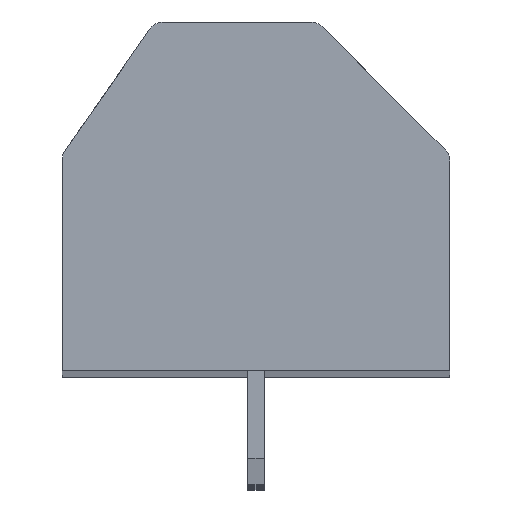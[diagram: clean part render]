
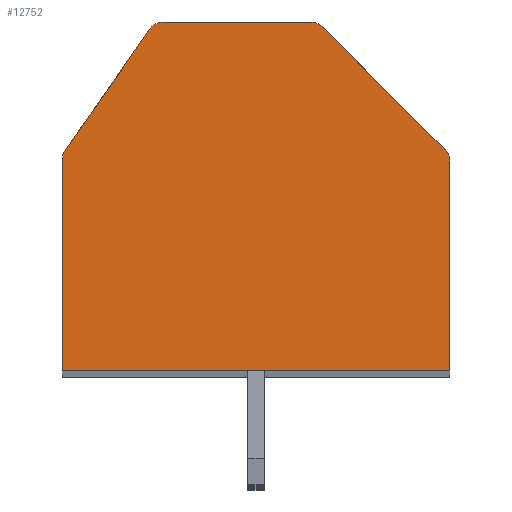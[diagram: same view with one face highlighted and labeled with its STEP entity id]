
A CAD part, top view. The second image highlights one B-rep face of the part: STEP entity #12752.
In plain terms, the highlighted planar face has unit normal (0, 0, 1).
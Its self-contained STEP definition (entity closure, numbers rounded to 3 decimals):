
#4057=CARTESIAN_POINT('',(1.693,4.899,3.));
#4058=DIRECTION('',(0.,0.,1.));
#4059=DIRECTION('',(0.707,0.707,0.));
#4060=AXIS2_PLACEMENT_3D('',#4057,#4058,#4059);
#4062=DIRECTION('',(-0.707,0.707,0.));
#4063=VECTOR('',#4062,5.383);
#4064=CARTESIAN_POINT('',(5.854,1.446,3.));
#4065=LINE('',#4064,#4063);
#4066=CARTESIAN_POINT('',(5.5,1.093,3.));
#4067=DIRECTION('',(0.,0.,1.));
#4068=DIRECTION('',(1.,0.,0.));
#4069=AXIS2_PLACEMENT_3D('',#4066,#4067,#4068);
#4071=DIRECTION('',(0.,1.,0.));
#4072=VECTOR('',#4071,6.493);
#4073=CARTESIAN_POINT('',(6.,-5.4,3.));
#4074=LINE('',#4073,#4072);
#4075=DIRECTION('',(1.,0.,0.));
#4076=VECTOR('',#4075,12.);
#4077=CARTESIAN_POINT('',(-6.,-5.4,3.));
#4078=LINE('',#4077,#4076);
#4079=DIRECTION('',(0.,-1.,0.));
#4080=VECTOR('',#4079,6.542);
#4081=CARTESIAN_POINT('',(-6.,1.142,3.));
#4082=LINE('',#4081,#4080);
#4083=CARTESIAN_POINT('',(-5.5,1.142,3.));
#4084=DIRECTION('',(0.,0.,1.));
#4085=DIRECTION('',(-0.819,0.574,0.));
#4086=AXIS2_PLACEMENT_3D('',#4083,#4084,#4085);
#4088=DIRECTION('',(-0.574,-0.819,0.));
#4089=VECTOR('',#4088,4.587);
#4090=CARTESIAN_POINT('',(-3.279,5.186,3.));
#4091=LINE('',#4090,#4089);
#4092=CARTESIAN_POINT('',(-2.869,4.899,3.));
#4093=DIRECTION('',(0.,0.,1.));
#4094=DIRECTION('',(0.,1.,0.));
#4095=AXIS2_PLACEMENT_3D('',#4092,#4093,#4094);
#4097=DIRECTION('',(-1.,0.,0.));
#4098=VECTOR('',#4097,4.563);
#4099=CARTESIAN_POINT('',(1.693,5.399,3.));
#4100=LINE('',#4099,#4098);
#5337=CARTESIAN_POINT('',(-6.,-5.4,3.));
#5338=CARTESIAN_POINT('',(6.,-5.4,3.));
#5339=VERTEX_POINT('',#5337);
#5340=VERTEX_POINT('',#5338);
#5649=CARTESIAN_POINT('',(2.047,5.253,3.));
#5650=VERTEX_POINT('',#5649);
#5651=CARTESIAN_POINT('',(1.693,5.399,3.));
#5652=VERTEX_POINT('',#5651);
#5657=CARTESIAN_POINT('',(6.,1.093,3.));
#5658=VERTEX_POINT('',#5657);
#5659=CARTESIAN_POINT('',(5.854,1.446,3.));
#5660=VERTEX_POINT('',#5659);
#5665=CARTESIAN_POINT('',(-2.869,5.399,3.));
#5666=VERTEX_POINT('',#5665);
#5667=CARTESIAN_POINT('',(-3.279,5.186,3.));
#5668=VERTEX_POINT('',#5667);
#5673=CARTESIAN_POINT('',(-5.91,1.429,3.));
#5674=VERTEX_POINT('',#5673);
#5675=CARTESIAN_POINT('',(-6.,1.142,3.));
#5676=VERTEX_POINT('',#5675);
#12735=CARTESIAN_POINT('',(0.,0.,3.));
#12736=DIRECTION('',(0.,0.,1.));
#12737=DIRECTION('',(1.,0.,0.));
#12738=AXIS2_PLACEMENT_3D('',#12735,#12736,#12737);
#12739=PLANE('',#12738);
#12740=ORIENTED_EDGE('',*,*,#7081,.F.);
#12741=ORIENTED_EDGE('',*,*,#7097,.F.);
#12742=ORIENTED_EDGE('',*,*,#9948,.F.);
#12743=ORIENTED_EDGE('',*,*,#9963,.F.);
#12744=ORIENTED_EDGE('',*,*,#9976,.F.);
#12745=ORIENTED_EDGE('',*,*,#10209,.F.);
#12746=ORIENTED_EDGE('',*,*,#10224,.F.);
#12747=ORIENTED_EDGE('',*,*,#10237,.F.);
#12748=ORIENTED_EDGE('',*,*,#12716,.F.);
#12749=ORIENTED_EDGE('',*,*,#12728,.F.);
#12750=EDGE_LOOP('',(#12740,#12741,#12742,#12743,#12744,#12745,#12746,#12747,
#12748,#12749));
#12751=FACE_OUTER_BOUND('',#12750,.F.);
#4061=CIRCLE('',#4060,0.5);
#4070=CIRCLE('',#4069,0.5);
#4087=CIRCLE('',#4086,0.5);
#4096=CIRCLE('',#4095,0.5);
#7081=EDGE_CURVE('',#5650,#5652,#4061,.T.);
#7097=EDGE_CURVE('',#5660,#5650,#4065,.T.);
#9948=EDGE_CURVE('',#5658,#5660,#4070,.T.);
#9963=EDGE_CURVE('',#5340,#5658,#4074,.T.);
#9976=EDGE_CURVE('',#5339,#5340,#4078,.T.);
#10209=EDGE_CURVE('',#5676,#5339,#4082,.T.);
#10224=EDGE_CURVE('',#5674,#5676,#4087,.T.);
#10237=EDGE_CURVE('',#5668,#5674,#4091,.T.);
#12716=EDGE_CURVE('',#5666,#5668,#4096,.T.);
#12728=EDGE_CURVE('',#5652,#5666,#4100,.T.);
#12752=ADVANCED_FACE('',(#12751),#12739,.T.);
